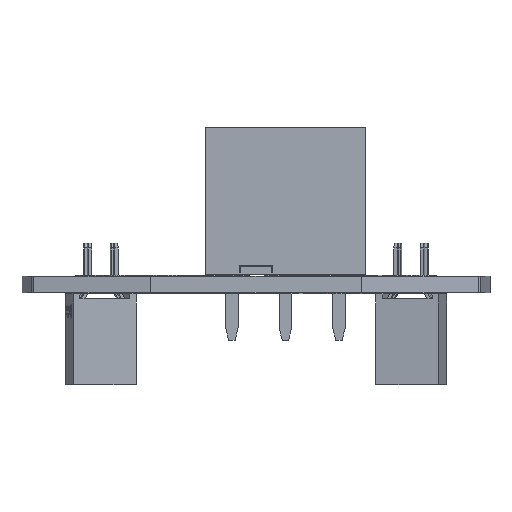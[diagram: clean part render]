
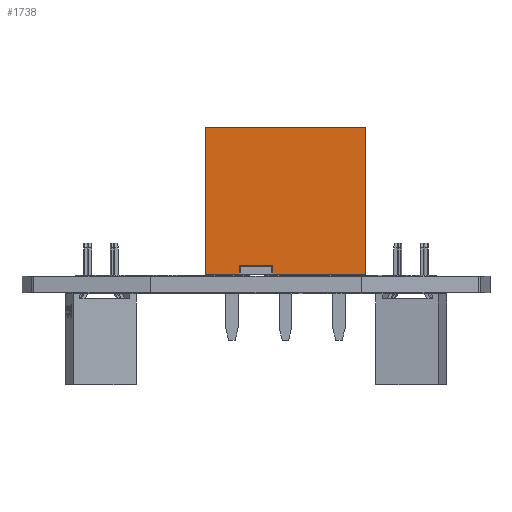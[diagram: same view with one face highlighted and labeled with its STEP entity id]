
A CAD part, front view. The second image highlights one B-rep face of the part: STEP entity #1738.
In plain terms, the highlighted face is planar.
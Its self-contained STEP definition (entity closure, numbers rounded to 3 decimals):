
#1215 = VERTEX_POINT('',#1216);
#1216 = CARTESIAN_POINT('',(-1.27,-6.35,0.));
#1224 = EDGE_CURVE('',#1215,#1225,#1227,.T.);
#1225 = VERTEX_POINT('',#1226);
#1226 = CARTESIAN_POINT('',(-1.27,-6.35,7.));
#1227 = LINE('',#1228,#1229);
#1228 = CARTESIAN_POINT('',(-1.27,-6.35,0.));
#1229 = VECTOR('',#1230,1.);
#1230 = DIRECTION('',(0.,0.,1.));
#1287 = VERTEX_POINT('',#1288);
#1288 = CARTESIAN_POINT('',(-1.27,1.27,7.));
#1294 = EDGE_CURVE('',#1295,#1287,#1297,.T.);
#1295 = VERTEX_POINT('',#1296);
#1296 = CARTESIAN_POINT('',(-1.27,1.27,0.));
#1297 = LINE('',#1298,#1299);
#1298 = CARTESIAN_POINT('',(-1.27,1.27,0.));
#1299 = VECTOR('',#1300,1.);
#1300 = DIRECTION('',(0.,0.,1.));
#1359 = EDGE_CURVE('',#1287,#1225,#1360,.T.);
#1360 = LINE('',#1361,#1362);
#1361 = CARTESIAN_POINT('',(-1.27,1.27,7.));
#1362 = VECTOR('',#1363,1.);
#1363 = DIRECTION('',(0.,-1.,0.));
#1483 = EDGE_CURVE('',#1295,#1215,#1484,.T.);
#1484 = LINE('',#1485,#1486);
#1485 = CARTESIAN_POINT('',(-1.27,1.27,0.));
#1486 = VECTOR('',#1487,1.);
#1487 = DIRECTION('',(0.,-1.,0.));
#1738 = ADVANCED_FACE('',(#1739),#1745,.F.);
#1739 = FACE_BOUND('',#1740,.F.);
#1740 = EDGE_LOOP('',(#1741,#1742,#1743,#1744));
#1741 = ORIENTED_EDGE('',*,*,#1294,.T.);
#1742 = ORIENTED_EDGE('',*,*,#1359,.T.);
#1743 = ORIENTED_EDGE('',*,*,#1224,.F.);
#1744 = ORIENTED_EDGE('',*,*,#1483,.F.);
#1745 = PLANE('',#1746);
#1746 = AXIS2_PLACEMENT_3D('',#1747,#1748,#1749);
#1747 = CARTESIAN_POINT('',(-1.27,1.27,0.));
#1748 = DIRECTION('',(1.,0.,0.));
#1749 = DIRECTION('',(0.,-1.,0.));
